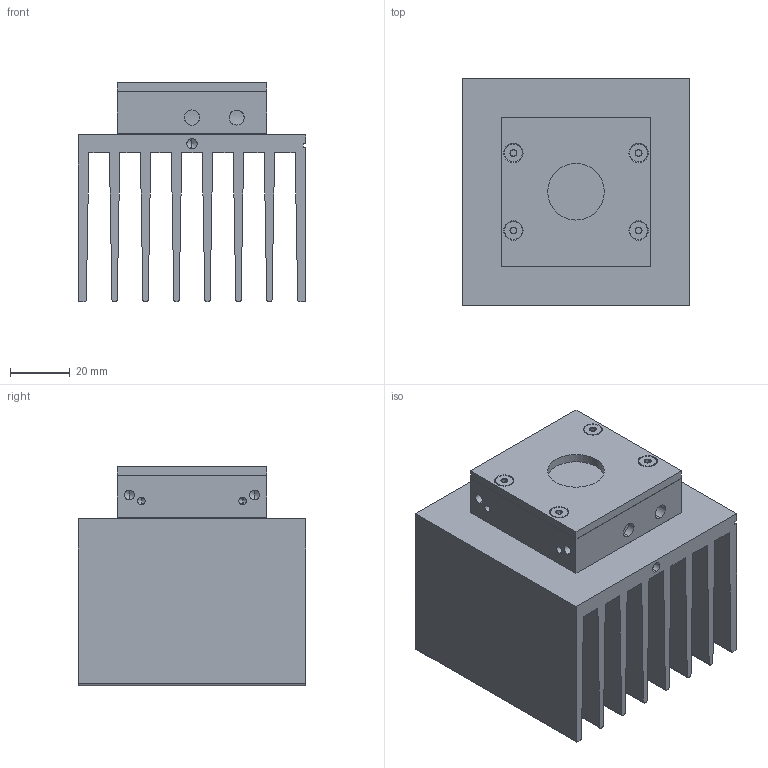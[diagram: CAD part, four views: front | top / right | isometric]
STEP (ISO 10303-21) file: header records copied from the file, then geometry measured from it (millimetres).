
FILE_DESCRIPTION (( 'STEP AP203' ), '1' );
FILE_NAME ('SK-9659 UP19K-50L.STEP', '2017-07-20T12:47:53', ( '' ), ( '' ), 'SwSTEP 2.0', 'SolidWorks 2016', '' );
FILE_SCHEMA (( 'CONFIG_CONTROL_DESIGN' ));
Length unit declared in the file: millimetre
Products named in the file (1): SK-9659 UP19K-50L
Bounding box: 76.2 x 76.2 x 73.65 mm (x, y, z)
Volume: 159814.6 mm3; surface area: 84026.5 mm2
Topology: 1 solids, 3 shells, 865 faces, 2450 edges, 1596 vertices
Faces by surface type: cylinder 672, plane 98, cone 87, bspline 8
Entity records: 39662 total; most frequent: CARTESIAN_POINT 20699, ORIENTED_EDGE 4868, DIRECTION 3155, EDGE_CURVE 2434, VERTEX_POINT 1596, AXIS2_PLACEMENT_3D 1122, LINE 911, VECTOR 911
